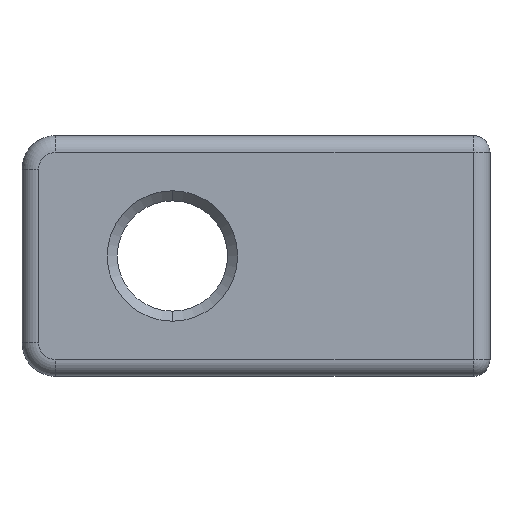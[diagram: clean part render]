
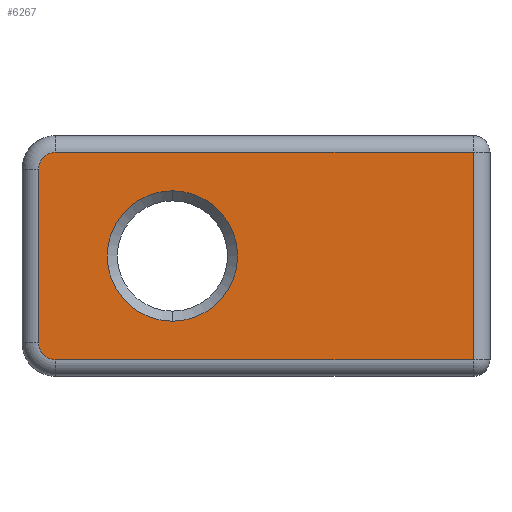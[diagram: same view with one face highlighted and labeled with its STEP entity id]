
A CAD part, front view. The second image highlights one B-rep face of the part: STEP entity #6267.
In plain terms, the highlighted planar face has unit normal (0, -1, 0).
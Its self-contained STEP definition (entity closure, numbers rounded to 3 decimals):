
#127 = AXIS2_PLACEMENT_3D ( 'NONE', #715, #3291, #15178 ) ;
#281 = CARTESIAN_POINT ( 'NONE',  ( -18.41, -0.952, 3.1 ) ) ;
#512 = EDGE_CURVE ( 'NONE', #14773, #4445, #16413, .T. ) ;
#715 = CARTESIAN_POINT ( 'NONE',  ( -18.41, -0.952, -2.6 ) ) ;
#870 = ORIENTED_EDGE ( 'NONE', *, *, #3832, .T. ) ;
#952 = VERTEX_POINT ( 'NONE', #5579 ) ;
#1319 = FACE_OUTER_BOUND ( 'NONE', #5697, .T. ) ;
#1842 = AXIS2_PLACEMENT_3D ( 'NONE', #4222, #9544, #1883 ) ;
#1883 = DIRECTION ( 'NONE',  ( 0., 0., 1. ) ) ;
#1987 = ORIENTED_EDGE ( 'NONE', *, *, #7937, .T. ) ;
#2040 = ORIENTED_EDGE ( 'NONE', *, *, #10657, .T. ) ;
#2060 = LINE ( 'NONE', #16606, #14182 ) ;
#2229 = EDGE_CURVE ( 'NONE', #952, #13439, #11674, .T. ) ;
#2647 = LINE ( 'NONE', #7704, #11898 ) ;
#3291 = DIRECTION ( 'NONE',  ( 0., -1., 0. ) ) ;
#3326 = VECTOR ( 'NONE', #15879, 1000. ) ;
#3506 = ORIENTED_EDGE ( 'NONE', *, *, #12774, .T. ) ;
#3554 = DIRECTION ( 'NONE',  ( 1., 0., 0. ) ) ;
#3721 = DIRECTION ( 'NONE',  ( 0., 1., 0. ) ) ;
#3795 = LINE ( 'NONE', #7917, #9972 ) ;
#3832 = EDGE_CURVE ( 'NONE', #13852, #9321, #5358, .T. ) ;
#4222 = CARTESIAN_POINT ( 'NONE',  ( -18.41, -0.952, 2.6 ) ) ;
#4376 = EDGE_CURVE ( 'NONE', #13439, #952, #9494, .T. ) ;
#4445 = VERTEX_POINT ( 'NONE', #15324 ) ;
#5358 = CIRCLE ( 'NONE', #127, 0.5 ) ;
#5438 = CARTESIAN_POINT ( 'NONE',  ( -14.91, -0.952, -1.95 ) ) ;
#5579 = CARTESIAN_POINT ( 'NONE',  ( -14.91, -0.952, 1.95 ) ) ;
#5639 = DIRECTION ( 'NONE',  ( 0., 0., 1. ) ) ;
#5697 = EDGE_LOOP ( 'NONE', ( #15543, #870, #2040, #1987, #3506, #6066 ) ) ;
#6066 = ORIENTED_EDGE ( 'NONE', *, *, #512, .T. ) ;
#6267 = ADVANCED_FACE ( 'NONE', ( #15439, #1319 ), #8788, .F. ) ;
#6416 = DIRECTION ( 'NONE',  ( 1., 0., 0. ) ) ;
#6520 = EDGE_LOOP ( 'NONE', ( #15063, #12161 ) ) ;
#7665 = CARTESIAN_POINT ( 'NONE',  ( -19.41, -0.952, 3.6 ) ) ;
#7704 = CARTESIAN_POINT ( 'NONE',  ( -19.41, -0.952, -3.1 ) ) ;
#7917 = CARTESIAN_POINT ( 'NONE',  ( -18.91, -0.952, 3.6 ) ) ;
#7937 = EDGE_CURVE ( 'NONE', #11471, #11486, #2060, .T. ) ;
#8788 = PLANE ( 'NONE',  #11500 ) ;
#9036 = DIRECTION ( 'NONE',  ( 0., 0., -1. ) ) ;
#9321 = VERTEX_POINT ( 'NONE', #16000 ) ;
#9494 = CIRCLE ( 'NONE', #16378, 1.95 ) ;
#9544 = DIRECTION ( 'NONE',  ( 0., -1., 0. ) ) ;
#9972 = VECTOR ( 'NONE', #9036, 1000. ) ;
#10041 = EDGE_CURVE ( 'NONE', #4445, #13852, #3795, .T. ) ;
#10657 = EDGE_CURVE ( 'NONE', #9321, #11471, #2647, .T. ) ;
#10713 = CARTESIAN_POINT ( 'NONE',  ( -14.91, -0.952, 0. ) ) ;
#11471 = VERTEX_POINT ( 'NONE', #16022 ) ;
#11486 = VERTEX_POINT ( 'NONE', #16345 ) ;
#11500 = AXIS2_PLACEMENT_3D ( 'NONE', #7665, #3721, #3554 ) ;
#11674 = CIRCLE ( 'NONE', #13876, 1.95 ) ;
#11898 = VECTOR ( 'NONE', #6416, 1000. ) ;
#12056 = LINE ( 'NONE', #281, #3326 ) ;
#12084 = DIRECTION ( 'NONE',  ( 0., 1., 0. ) ) ;
#12161 = ORIENTED_EDGE ( 'NONE', *, *, #2229, .T. ) ;
#12223 = CARTESIAN_POINT ( 'NONE',  ( -18.41, -0.952, 3.1 ) ) ;
#12642 = DIRECTION ( 'NONE',  ( 0., 1., 0. ) ) ;
#12681 = CARTESIAN_POINT ( 'NONE',  ( -18.91, -0.952, -2.6 ) ) ;
#12774 = EDGE_CURVE ( 'NONE', #11486, #14773, #12056, .T. ) ;
#13439 = VERTEX_POINT ( 'NONE', #5438 ) ;
#13852 = VERTEX_POINT ( 'NONE', #12681 ) ;
#13858 = DIRECTION ( 'NONE',  ( 0., 0., 1. ) ) ;
#13876 = AXIS2_PLACEMENT_3D ( 'NONE', #10713, #12084, #5639 ) ;
#14182 = VECTOR ( 'NONE', #16529, 1000. ) ;
#14773 = VERTEX_POINT ( 'NONE', #12223 ) ;
#15063 = ORIENTED_EDGE ( 'NONE', *, *, #4376, .T. ) ;
#15178 = DIRECTION ( 'NONE',  ( 0., 0., 1. ) ) ;
#15324 = CARTESIAN_POINT ( 'NONE',  ( -18.91, -0.952, 2.6 ) ) ;
#15439 = FACE_BOUND ( 'NONE', #6520, .T. ) ;
#15543 = ORIENTED_EDGE ( 'NONE', *, *, #10041, .T. ) ;
#15879 = DIRECTION ( 'NONE',  ( -1., 0., 0. ) ) ;
#16000 = CARTESIAN_POINT ( 'NONE',  ( -18.41, -0.952, -3.1 ) ) ;
#16022 = CARTESIAN_POINT ( 'NONE',  ( -5.91, -0.952, -3.1 ) ) ;
#16345 = CARTESIAN_POINT ( 'NONE',  ( -5.91, -0.952, 3.1 ) ) ;
#16378 = AXIS2_PLACEMENT_3D ( 'NONE', #16785, #12642, #13858 ) ;
#16413 = CIRCLE ( 'NONE', #1842, 0.5 ) ;
#16529 = DIRECTION ( 'NONE',  ( 0., 0., 1. ) ) ;
#16606 = CARTESIAN_POINT ( 'NONE',  ( -5.91, -0.952, 3.6 ) ) ;
#16785 = CARTESIAN_POINT ( 'NONE',  ( -14.91, -0.952, 0. ) ) ;
